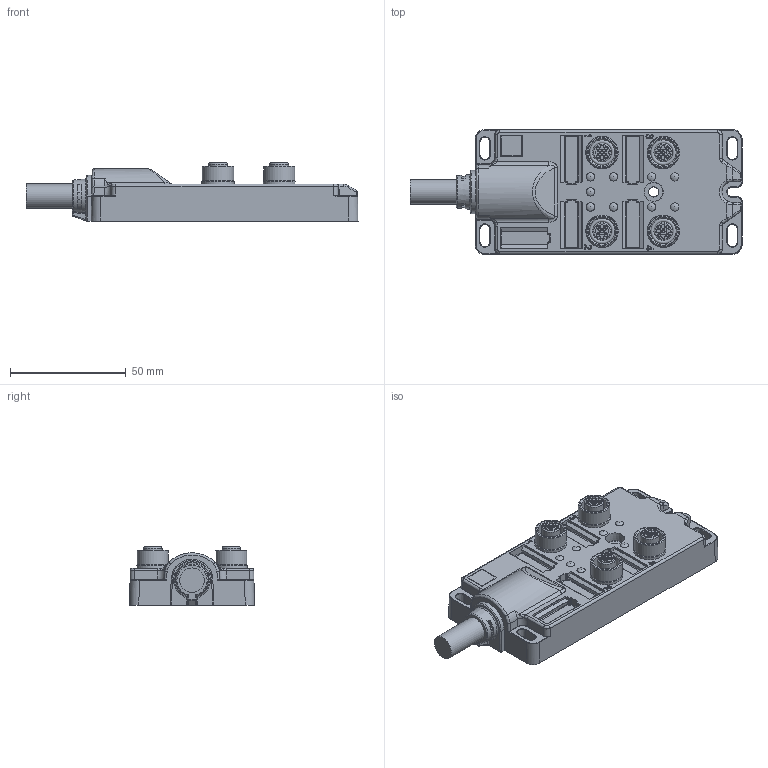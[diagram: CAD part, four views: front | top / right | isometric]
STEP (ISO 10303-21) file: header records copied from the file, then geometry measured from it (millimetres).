
FILE_DESCRIPTION(/* description */ (''),/* implementation_level */ '2;1');
FILE_NAME(/* name */ '5016093_4IOM12-5P3C-...S370_stp.stp',/* time_stamp */ '2017-02-28T12:56:00+01:00',/* author */ (''),/* organization */ (''),/* preprocessor_version */ 'ST-DEVELOPER v16',/* originating_system */ 'SIEMENS PLM Software NX 10.0',/* authorisation */ '');
FILE_SCHEMA (('AUTOMOTIVE_DESIGN { 1 0 10303 214 3 1 1 1 }'));
Length unit declared in the file: millimetre
Products named in the file (1): 5016093_4IOM12-5P3C-...S370_stp
Bounding box: 143.6 x 53.96 x 25.2 mm (x, y, z)
Volume: 101254.2 mm3; surface area: 24207 mm2
Topology: 1 solids, 1 shells, 992 faces, 2393 edges, 1475 vertices
Faces by surface type: cylinder 430, plane 279, bspline 196, cone 25, torus 23, extrusion 22, sphere 17
Full cylindrical faces by diameter (mm): 1.15 x20, 1.5 x20, 4.36 x1, 10.6 x1, 11.1 x4, 13.6 x4, 14 x4
Entity records: 34503 total; most frequent: CARTESIAN_POINT 13300, ORIENTED_EDGE 4502, DIRECTION 4121, EDGE_CURVE 2251, AXIS2_PLACEMENT_3D 1579, VERTEX_POINT 1426, EDGE_LOOP 1163, ADVANCED_FACE 990
